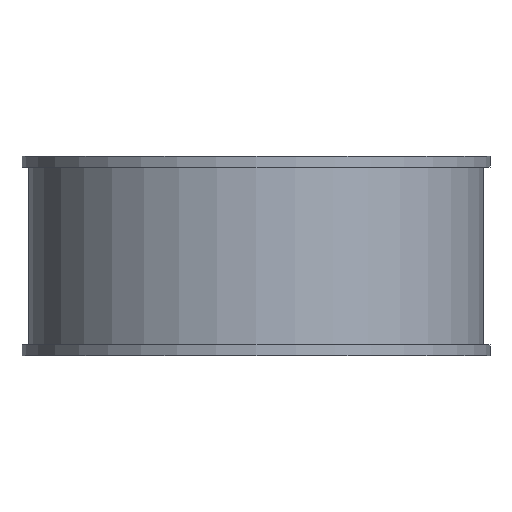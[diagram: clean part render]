
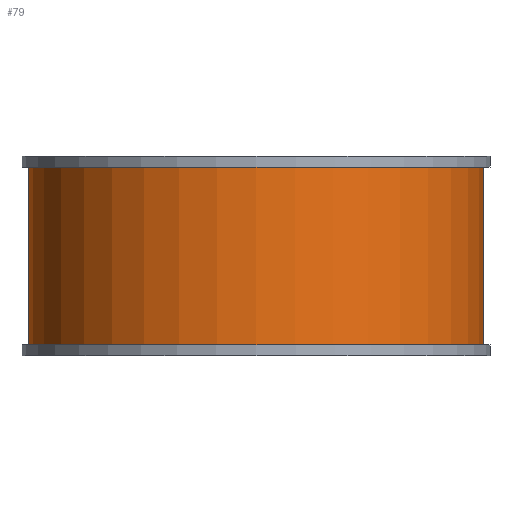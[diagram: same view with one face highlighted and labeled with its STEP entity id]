
A CAD part, front view. The second image highlights one B-rep face of the part: STEP entity #79.
In plain terms, the highlighted cylindrical face has radius 31.95 mm (diameter 63.9 mm), a partial arc.
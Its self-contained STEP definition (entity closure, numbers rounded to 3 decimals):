
#79 = ADVANCED_FACE( '', ( #110 ), #111, .T. );
#110 = FACE_OUTER_BOUND( '', #162, .T. );
#111 = CYLINDRICAL_SURFACE( '', #163, 31.95 );
#162 = EDGE_LOOP( '', ( #246, #247, #248, #249 ) );
#163 = AXIS2_PLACEMENT_3D( '', #250, #251, #252 );
#246 = ORIENTED_EDGE( '', *, *, #434, .T. );
#247 = ORIENTED_EDGE( '', *, *, #453, .T. );
#248 = ORIENTED_EDGE( '', *, *, #454, .F. );
#249 = ORIENTED_EDGE( '', *, *, #455, .T. );
#250 = CARTESIAN_POINT( '', ( 0., 0., -25. ) );
#251 = DIRECTION( '', ( 0., 0., -1. ) );
#252 = DIRECTION( '', ( -0.116, -0.993, 0. ) );
#434 = EDGE_CURVE( '', #513, #511, #514, .T. );
#453 = EDGE_CURVE( '', #511, #548, #549, .T. );
#454 = EDGE_CURVE( '', #550, #548, #551, .T. );
#455 = EDGE_CURVE( '', #550, #513, #552, .F. );
#511 = VERTEX_POINT( '', #636 );
#513 = VERTEX_POINT( '', #638 );
#514 = CIRCLE( '', #639, 31.95 );
#548 = VERTEX_POINT( '', #687 );
#549 = LINE( '', #688, #689 );
#550 = VERTEX_POINT( '', #690 );
#551 = CIRCLE( '', #691, 31.95 );
#552 = LINE( '', #692, #693 );
#636 = CARTESIAN_POINT( '', ( 6.856, 31.206, -25. ) );
#638 = CARTESIAN_POINT( '', ( -6.856, 31.206, -25. ) );
#639 = AXIS2_PLACEMENT_3D( '', #796, #797, #798 );
#687 = CARTESIAN_POINT( '', ( 6.856, 31.206, 0. ) );
#688 = CARTESIAN_POINT( '', ( 6.856, 31.206, -25. ) );
#689 = VECTOR( '', #825, 1000. );
#690 = CARTESIAN_POINT( '', ( -6.856, 31.206, 0. ) );
#691 = AXIS2_PLACEMENT_3D( '', #826, #827, #828 );
#692 = CARTESIAN_POINT( '', ( -6.856, 31.206, -25. ) );
#693 = VECTOR( '', #829, 1000. );
#796 = CARTESIAN_POINT( '', ( 0., 0., -25. ) );
#797 = DIRECTION( '', ( 0., 0., 1. ) );
#798 = DIRECTION( '', ( 1., 0., 0. ) );
#825 = DIRECTION( '', ( 0., 0., 1. ) );
#826 = CARTESIAN_POINT( '', ( 0., 0., 0. ) );
#827 = DIRECTION( '', ( 0., 0., 1. ) );
#828 = DIRECTION( '', ( 1., 0., 0. ) );
#829 = DIRECTION( '', ( 0., 0., 1. ) );
